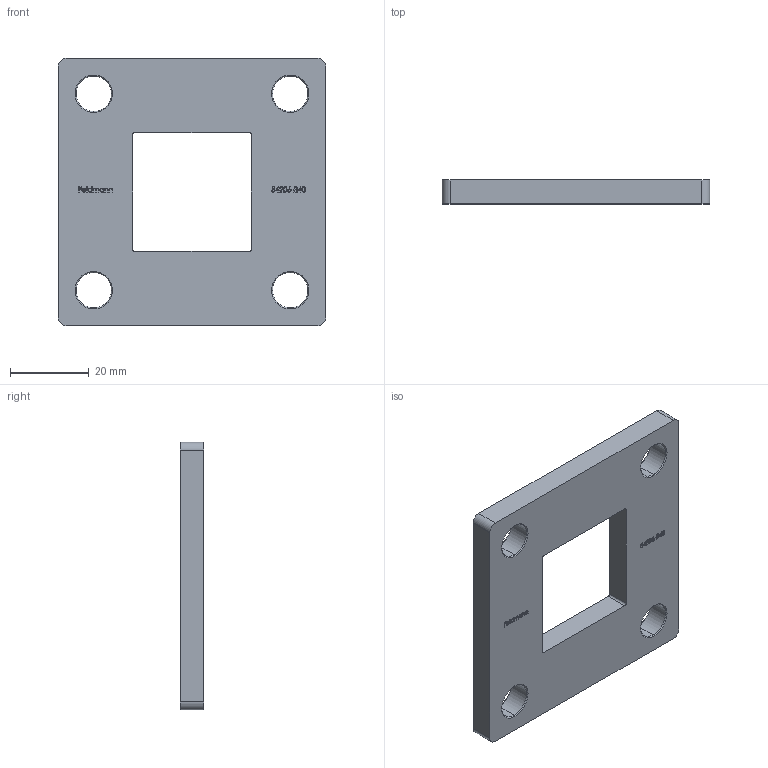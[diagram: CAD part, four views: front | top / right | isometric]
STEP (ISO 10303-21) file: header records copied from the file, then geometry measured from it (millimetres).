
FILE_DESCRIPTION (( 'STEP AP203' ), '1' );
FILE_NAME ('54206-240.step', '2020-10-21T11:03:04', ( '' ), ( '' ), 'SwSTEP 2.0', 'SolidWorks 2018', '' );
FILE_SCHEMA (( 'CONFIG_CONTROL_DESIGN' ));
Length unit declared in the file: millimetre
Products named in the file (2): 54206-240
Bounding box: 68 x 6 x 68 mm (x, y, z)
Volume: 20717.8 mm3; surface area: 9895.4 mm2
Topology: 1 solids, 1 shells, 267 faces, 704 edges, 464 vertices
Faces by surface type: plane 140, bspline 95, cone 16, cylinder 16
Entity records: 13719 total; most frequent: CARTESIAN_POINT 7548, ORIENTED_EDGE 1408, DIRECTION 910, EDGE_CURVE 704, VECTOR 466, LINE 466, VERTEX_POINT 464, EDGE_LOOP 302
